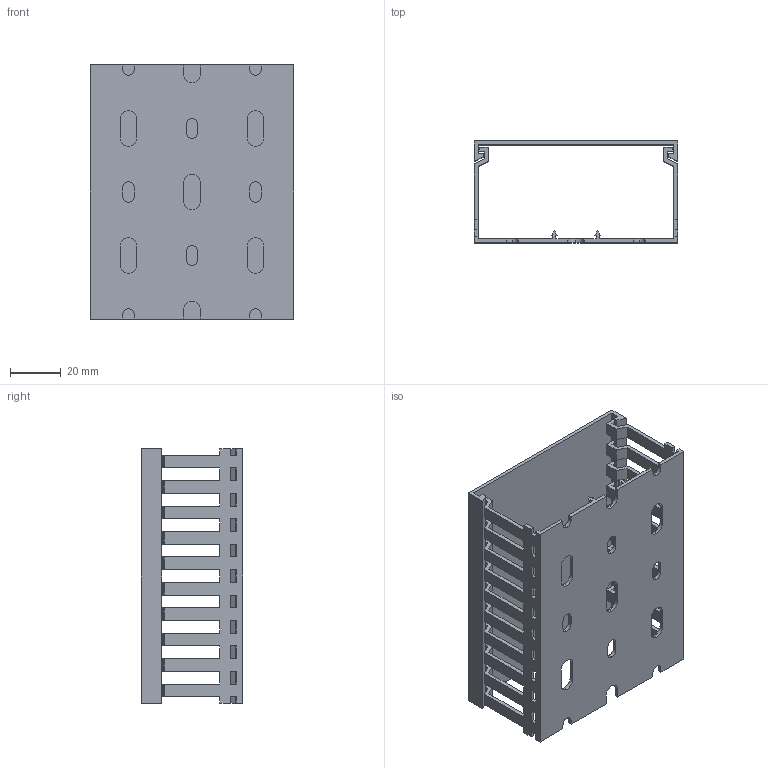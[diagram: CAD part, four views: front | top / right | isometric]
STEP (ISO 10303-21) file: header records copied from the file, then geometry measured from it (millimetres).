
FILE_DESCRIPTION (( 'STEP AP203' ), '1' );
FILE_NAME ('WDN-3015W-1.step', '2024-05-21T18:52:45', ( '' ), ( '' ), 'SwSTEP 2.0', 'SolidWorks 2023', '' );
FILE_SCHEMA (( 'CONFIG_CONTROL_DESIGN' ));
Length unit declared in the file: inch
Products named in the file (1): WDN-3015W-1
Bounding box: 80 x 40 x 100 mm (x, y, z)
Volume: 33207.1 mm3; surface area: 48363.5 mm2
Topology: 2 solids, 2 shells, 398 faces, 1182 edges, 788 vertices
Faces by surface type: plane 362, cylinder 36
Entity records: 13303 total; most frequent: CARTESIAN_POINT 2369, ORIENTED_EDGE 2364, DIRECTION 2052, EDGE_CURVE 1182, VECTOR 1110, LINE 1110, VERTEX_POINT 788, AXIS2_PLACEMENT_3D 471
